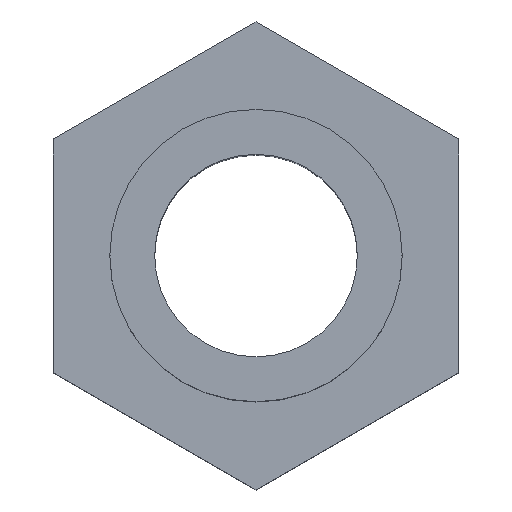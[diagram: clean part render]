
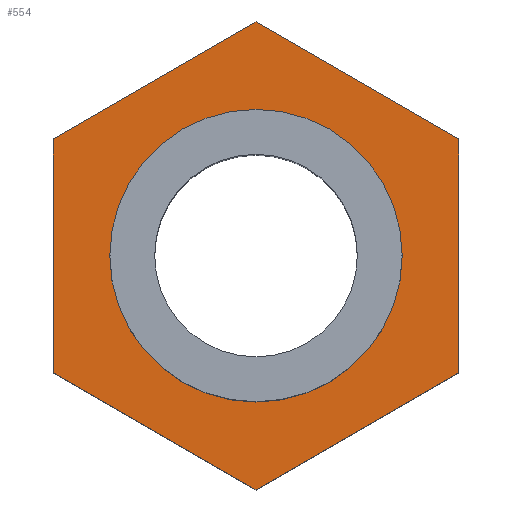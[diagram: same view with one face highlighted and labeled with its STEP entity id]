
A CAD part, top view. The second image highlights one B-rep face of the part: STEP entity #554.
In plain terms, the highlighted planar face has unit normal (0, 0, 1).
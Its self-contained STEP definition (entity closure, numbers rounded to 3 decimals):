
#10 = FACE_OUTER_BOUND ( 'NONE', #625, .T. ) ;
#12 = VECTOR ( 'NONE', #966, 1000. ) ;
#30 = VERTEX_POINT ( 'NONE', #808 ) ;
#32 = CARTESIAN_POINT ( 'NONE',  ( -16.6, 0., -20. ) ) ;
#49 = DIRECTION ( 'NONE',  ( 1., 0., 0. ) ) ;
#54 = EDGE_CURVE ( 'NONE', #477, #596, #660, .T. ) ;
#61 = ORIENTED_EDGE ( 'NONE', *, *, #253, .F. ) ;
#86 = ORIENTED_EDGE ( 'NONE', *, *, #350, .F. ) ;
#128 = ORIENTED_EDGE ( 'NONE', *, *, #54, .F. ) ;
#137 = LINE ( 'NONE', #591, #766 ) ;
#157 = DIRECTION ( 'NONE',  ( 0., 0., 1. ) ) ;
#192 = CARTESIAN_POINT ( 'NONE',  ( 23., 13.279, -20. ) ) ;
#226 = CARTESIAN_POINT ( 'NONE',  ( -23., 13.279, -20. ) ) ;
#236 = DIRECTION ( 'NONE',  ( -1., 0., 0. ) ) ;
#237 = ORIENTED_EDGE ( 'NONE', *, *, #799, .F. ) ;
#242 = EDGE_CURVE ( 'NONE', #804, #703, #950, .T. ) ;
#253 = EDGE_CURVE ( 'NONE', #30, #630, #645, .T. ) ;
#266 = EDGE_CURVE ( 'NONE', #596, #833, #420, .T. ) ;
#269 = VECTOR ( 'NONE', #720, 1000. ) ;
#275 = DIRECTION ( 'NONE',  ( 0.866, -0.5, 0. ) ) ;
#312 = PLANE ( 'NONE',  #559 ) ;
#316 = VERTEX_POINT ( 'NONE', #465 ) ;
#339 = EDGE_LOOP ( 'NONE', ( #525, #86 ) ) ;
#350 = EDGE_CURVE ( 'NONE', #703, #804, #986, .T. ) ;
#372 = CARTESIAN_POINT ( 'NONE',  ( 16.6, 0., -20. ) ) ;
#373 = CARTESIAN_POINT ( 'NONE',  ( -18.688, -15.769, -20. ) ) ;
#410 = FACE_BOUND ( 'NONE', #339, .T. ) ;
#420 = LINE ( 'NONE', #566, #852 ) ;
#438 = DIRECTION ( 'NONE',  ( 0., 1., 0. ) ) ;
#450 = CARTESIAN_POINT ( 'NONE',  ( 0., 0., -20. ) ) ;
#465 = CARTESIAN_POINT ( 'NONE',  ( 23., -13.279, -20. ) ) ;
#477 = VERTEX_POINT ( 'NONE', #942 ) ;
#504 = CARTESIAN_POINT ( 'NONE',  ( -23., -13.279, -20. ) ) ;
#514 = LINE ( 'NONE', #664, #574 ) ;
#517 = ORIENTED_EDGE ( 'NONE', *, *, #568, .F. ) ;
#519 = AXIS2_PLACEMENT_3D ( 'NONE', #666, #657, #49 ) ;
#525 = ORIENTED_EDGE ( 'NONE', *, *, #242, .F. ) ;
#553 = AXIS2_PLACEMENT_3D ( 'NONE', #450, #157, #751 ) ;
#554 = ADVANCED_FACE ( 'NONE', ( #410, #10 ), #312, .F. ) ;
#559 = AXIS2_PLACEMENT_3D ( 'NONE', #621, #923, #236 ) ;
#566 = CARTESIAN_POINT ( 'NONE',  ( -23., 16.6, -20. ) ) ;
#568 = EDGE_CURVE ( 'NONE', #630, #316, #716, .T. ) ;
#574 = VECTOR ( 'NONE', #674, 1000. ) ;
#591 = CARTESIAN_POINT ( 'NONE',  ( -4.312, 24.069, -20. ) ) ;
#596 = VERTEX_POINT ( 'NONE', #504 ) ;
#621 = CARTESIAN_POINT ( 'NONE',  ( 0., 16.6, -20. ) ) ;
#625 = EDGE_LOOP ( 'NONE', ( #128, #865, #517, #61, #237, #663 ) ) ;
#630 = VERTEX_POINT ( 'NONE', #192 ) ;
#645 = LINE ( 'NONE', #651, #905 ) ;
#651 = CARTESIAN_POINT ( 'NONE',  ( 4.312, 24.069, -20. ) ) ;
#657 = DIRECTION ( 'NONE',  ( 0., 0., 1. ) ) ;
#660 = LINE ( 'NONE', #373, #12 ) ;
#663 = ORIENTED_EDGE ( 'NONE', *, *, #266, .F. ) ;
#664 = CARTESIAN_POINT ( 'NONE',  ( 18.688, -15.769, -20. ) ) ;
#666 = CARTESIAN_POINT ( 'NONE',  ( 0., 0., -20. ) ) ;
#674 = DIRECTION ( 'NONE',  ( -0.866, -0.5, 0. ) ) ;
#703 = VERTEX_POINT ( 'NONE', #32 ) ;
#716 = LINE ( 'NONE', #791, #269 ) ;
#720 = DIRECTION ( 'NONE',  ( 0., -1., 0. ) ) ;
#745 = EDGE_CURVE ( 'NONE', #316, #477, #514, .T. ) ;
#751 = DIRECTION ( 'NONE',  ( 1., 0., 0. ) ) ;
#766 = VECTOR ( 'NONE', #913, 1000. ) ;
#791 = CARTESIAN_POINT ( 'NONE',  ( 23., 16.6, -20. ) ) ;
#799 = EDGE_CURVE ( 'NONE', #833, #30, #137, .T. ) ;
#804 = VERTEX_POINT ( 'NONE', #372 ) ;
#808 = CARTESIAN_POINT ( 'NONE',  ( 0., 26.558, -20. ) ) ;
#833 = VERTEX_POINT ( 'NONE', #226 ) ;
#852 = VECTOR ( 'NONE', #438, 1000. ) ;
#865 = ORIENTED_EDGE ( 'NONE', *, *, #745, .F. ) ;
#905 = VECTOR ( 'NONE', #275, 1000. ) ;
#913 = DIRECTION ( 'NONE',  ( 0.866, 0.5, 0. ) ) ;
#923 = DIRECTION ( 'NONE',  ( 0., 0., -1. ) ) ;
#942 = CARTESIAN_POINT ( 'NONE',  ( 0., -26.558, -20. ) ) ;
#950 = CIRCLE ( 'NONE', #519, 16.6 ) ;
#966 = DIRECTION ( 'NONE',  ( -0.866, 0.5, 0. ) ) ;
#986 = CIRCLE ( 'NONE', #553, 16.6 ) ;
